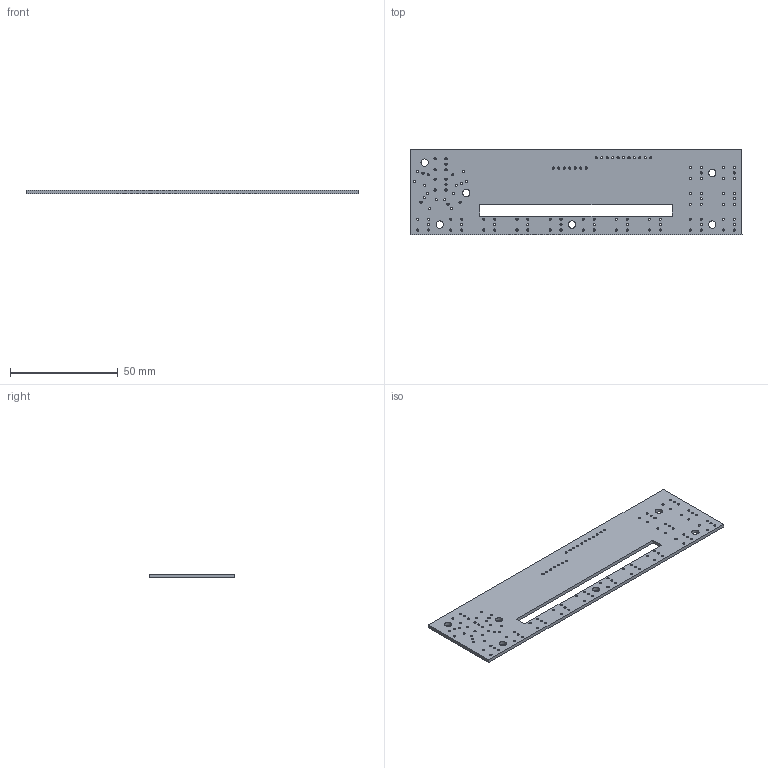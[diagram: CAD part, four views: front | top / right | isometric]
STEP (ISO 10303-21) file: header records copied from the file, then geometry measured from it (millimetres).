
FILE_DESCRIPTION(('FreeCAD Model'),'2;1');
FILE_NAME('pcb.step','2018-10-05T00:45:36',( 'Author'),(''),'Open CASCADE STEP processor 6.8','FreeCAD','Unknown' );
FILE_SCHEMA(('AUTOMOTIVE_DESIGN_CC2 { 1 2 10303 214 -1 1 5 4 }'));
Length unit declared in the file: millimetre
Products named in the file (1): Board_outline
Bounding box: 154.4 x 39.71 x 1.6 mm (x, y, z)
Volume: 8798.8 mm3; surface area: 12619.2 mm2
Topology: 1 solids, 1 shells, 134 faces, 396 edges, 264 vertices
Faces by surface type: cylinder 124, plane 10
Full cylindrical faces by diameter (mm): 1 x118, 3.4 x6
Entity records: 11041 total; most frequent: CARTESIAN_POINT 3075, DIRECTION 1458, ORIENTED_EDGE 792, PCURVE 792, DEFINITIONAL_REPRESENTATION 792, LINE 692, VECTOR 692, EDGE_CURVE 396
